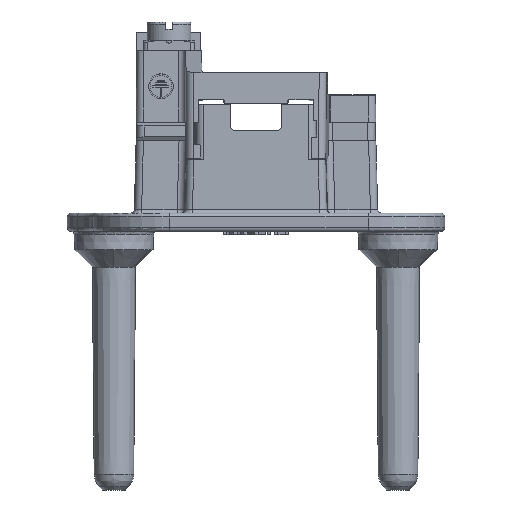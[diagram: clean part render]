
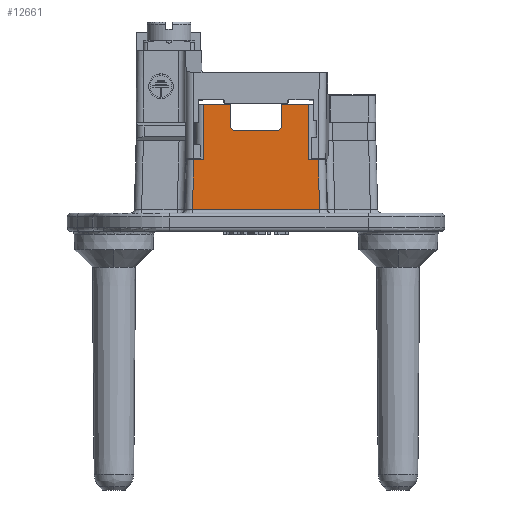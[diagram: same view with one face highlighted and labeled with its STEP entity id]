
A CAD part, front view. The second image highlights one B-rep face of the part: STEP entity #12661.
In plain terms, the highlighted planar face has unit normal (0, -1, 0.026).
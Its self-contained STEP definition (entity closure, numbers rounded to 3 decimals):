
#440=CARTESIAN_POINT('',(-36.642,-17.375,14.9));
#1429=DIRECTION('',(1.,0.,0.));
#1430=VECTOR('',#1429,17.441);
#1431=CARTESIAN_POINT('',(-38.12,-17.753,
0.487));
#1432=LINE('',#1431,#1430);
#1780=CARTESIAN_POINT('',(-22.159,-17.573,
7.35));
#1782=DIRECTION('',(0.,0.026,1.));
#1783=VECTOR('',#1782,7.553);
#1784=CARTESIAN_POINT('',(-22.159,-17.573,
7.35));
#1785=LINE('',#1784,#1783);
#2269=DIRECTION('',(0.,-0.026,-1.));
#2270=VECTOR('',#2269,7.553);
#2271=CARTESIAN_POINT('',(-36.642,-17.375,
14.9));
#2272=LINE('',#2271,#2270);
#2807=DIRECTION('',(1.,0.,0.));
#2808=VECTOR('',#2807,1.301);
#2809=CARTESIAN_POINT('',(-22.159,-17.573,
7.35));
#2810=LINE('',#2809,#2808);
#2811=DIRECTION('',(0.026,-0.026,-0.999));
#2812=VECTOR('',#2811,6.868);
#2813=CARTESIAN_POINT('',(-20.858,-17.573,
7.35));
#2814=LINE('',#2813,#2812);
#2815=DIRECTION('',(0.026,0.026,0.999));
#2816=VECTOR('',#2815,6.868);
#2817=CARTESIAN_POINT('',(-38.12,-17.753,
0.487));
#2818=LINE('',#2817,#2816);
#2819=DIRECTION('',(1.,0.,0.));
#2820=VECTOR('',#2819,1.301);
#2821=CARTESIAN_POINT('',(-37.942,-17.573,
7.35));
#2822=LINE('',#2821,#2820);
#2823=DIRECTION('',(1.,0.,0.));
#2824=VECTOR('',#2823,3.692);
#2825=CARTESIAN_POINT('',(-36.642,-17.375,
14.9));
#2826=LINE('',#2825,#2824);
#2827=DIRECTION('',(0.707,-0.019,-0.707));
#2828=VECTOR('',#2827,0.707);
#2829=CARTESIAN_POINT('',(-32.95,-17.456,11.8));
#2830=LINE('',#2829,#2828);
#2831=DIRECTION('',(1.,0.,0.));
#2832=VECTOR('',#2831,6.1);
#2833=CARTESIAN_POINT('',(-32.45,-17.47,11.3));
#2834=LINE('',#2833,#2832);
#2835=DIRECTION('',(0.707,0.019,0.707));
#2836=VECTOR('',#2835,0.707);
#2837=CARTESIAN_POINT('',(-26.35,-17.47,11.3));
#2838=LINE('',#2837,#2836);
#2839=DIRECTION('',(1.,0.,0.));
#2840=VECTOR('',#2839,3.692);
#2841=CARTESIAN_POINT('',(-25.85,-17.375,
14.9));
#2842=LINE('',#2841,#2840);
#3193=DIRECTION('',(0.,-0.026,-1.));
#3194=VECTOR('',#3193,3.101);
#3195=CARTESIAN_POINT('',(-25.85,-17.375,
14.9));
#3196=LINE('',#3195,#3194);
#3245=DIRECTION('',(0.,0.026,1.));
#3246=VECTOR('',#3245,3.101);
#3247=CARTESIAN_POINT('',(-32.95,-17.456,11.8));
#3248=LINE('',#3247,#3246);
#7438=VERTEX_POINT('',#1780);
#7439=CARTESIAN_POINT('',(-22.158,-17.375,
14.9));
#7440=VERTEX_POINT('',#7439);
#7616=VERTEX_POINT('',#440);
#7617=CARTESIAN_POINT('',(-36.641,-17.573,
7.35));
#7618=VERTEX_POINT('',#7617);
#7736=CARTESIAN_POINT('',(-37.942,-17.573,
7.35));
#7737=VERTEX_POINT('',#7736);
#7741=CARTESIAN_POINT('',(-20.858,-17.573,
7.35));
#7742=VERTEX_POINT('',#7741);
#7743=CARTESIAN_POINT('',(-20.68,-17.753,
0.487));
#7744=VERTEX_POINT('',#7743);
#7745=CARTESIAN_POINT('',(-38.12,-17.753,
0.487));
#7746=VERTEX_POINT('',#7745);
#7747=CARTESIAN_POINT('',(-32.95,-17.375,14.9));
#7748=VERTEX_POINT('',#7747);
#7749=CARTESIAN_POINT('',(-32.95,-17.456,11.8));
#7750=VERTEX_POINT('',#7749);
#7751=CARTESIAN_POINT('',(-32.45,-17.47,11.3));
#7752=VERTEX_POINT('',#7751);
#7753=CARTESIAN_POINT('',(-26.35,-17.47,11.3));
#7754=VERTEX_POINT('',#7753);
#7755=CARTESIAN_POINT('',(-25.85,-17.456,11.8));
#7756=VERTEX_POINT('',#7755);
#7757=CARTESIAN_POINT('',(-25.85,-17.375,
14.9));
#7758=VERTEX_POINT('',#7757);
#12631=CARTESIAN_POINT('',(-29.4,-17.564,
7.693));
#12632=DIRECTION('',(0.,1.,-0.026));
#12633=DIRECTION('',(0.,0.026,1.));
#12634=AXIS2_PLACEMENT_3D('',#12631,#12632,#12633);
#12635=PLANE('',#12634);
#12636=ORIENTED_EDGE('',*,*,#11285,.F.);
#12638=ORIENTED_EDGE('',*,*,#12637,.T.);
#12640=ORIENTED_EDGE('',*,*,#12639,.T.);
#12641=ORIENTED_EDGE('',*,*,#10744,.F.);
#12643=ORIENTED_EDGE('',*,*,#12642,.T.);
#12644=ORIENTED_EDGE('',*,*,#12620,.T.);
#12645=ORIENTED_EDGE('',*,*,#11924,.F.);
#12646=ORIENTED_EDGE('',*,*,#9559,.T.);
#12648=ORIENTED_EDGE('',*,*,#12647,.F.);
#12650=ORIENTED_EDGE('',*,*,#12649,.T.);
#12652=ORIENTED_EDGE('',*,*,#12651,.T.);
#12654=ORIENTED_EDGE('',*,*,#12653,.T.);
#12656=ORIENTED_EDGE('',*,*,#12655,.F.);
#12658=ORIENTED_EDGE('',*,*,#12657,.T.);
#12659=EDGE_LOOP('',(#12636,#12638,#12640,#12641,#12643,#12644,#12645,#12646,
#12648,#12650,#12652,#12654,#12656,#12658));
#12660=FACE_OUTER_BOUND('',#12659,.F.);
#12661=ADVANCED_FACE('',(#12660),#12635,.F.);
#9559=EDGE_CURVE('',#7616,#7748,#2826,.T.);
#10744=EDGE_CURVE('',#7746,#7744,#1432,.T.);
#11285=EDGE_CURVE('',#7438,#7440,#1785,.T.);
#11924=EDGE_CURVE('',#7616,#7618,#2272,.T.);
#12620=EDGE_CURVE('',#7737,#7618,#2822,.T.);
#12637=EDGE_CURVE('',#7438,#7742,#2810,.T.);
#12639=EDGE_CURVE('',#7742,#7744,#2814,.T.);
#12642=EDGE_CURVE('',#7746,#7737,#2818,.T.);
#12647=EDGE_CURVE('',#7750,#7748,#3248,.T.);
#12649=EDGE_CURVE('',#7750,#7752,#2830,.T.);
#12651=EDGE_CURVE('',#7752,#7754,#2834,.T.);
#12653=EDGE_CURVE('',#7754,#7756,#2838,.T.);
#12655=EDGE_CURVE('',#7758,#7756,#3196,.T.);
#12657=EDGE_CURVE('',#7758,#7440,#2842,.T.);
